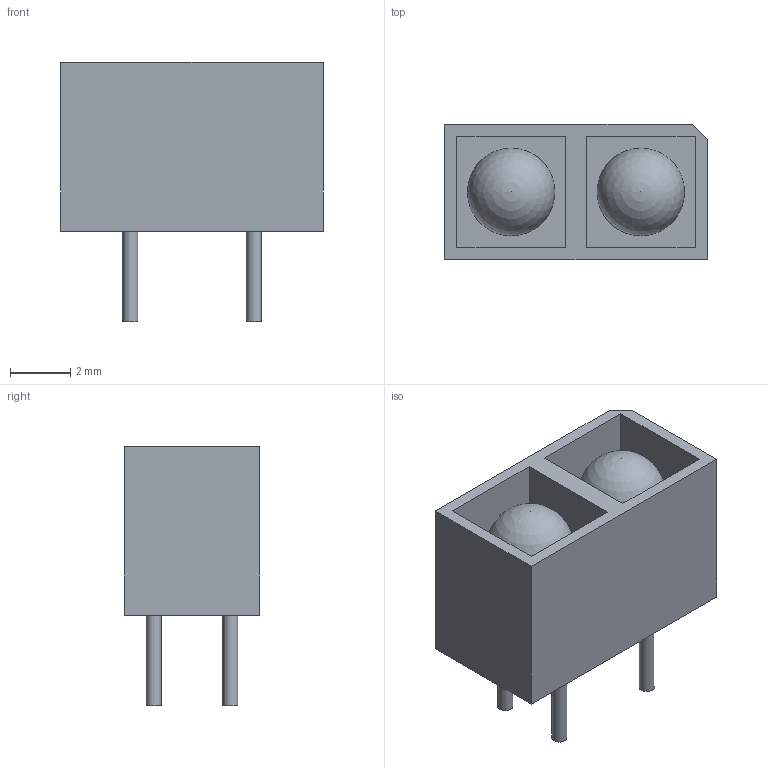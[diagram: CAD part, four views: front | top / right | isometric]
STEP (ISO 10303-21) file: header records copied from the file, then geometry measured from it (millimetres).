
FILE_DESCRIPTION(/* description */ (''),/* implementation_level */ '2;1');
FILE_NAME(/* name */ 'LBR-127HLD v1.step',/* time_stamp */ '2024-03-22T15:54:35+09:00',/* author */ (''),/* organization */ (''),/* preprocessor_version */ 'ST-DEVELOPER v20',/* originating_system */ 'Autodesk Translation Framework v12.20.1.177',/* authorisation */ '');
FILE_SCHEMA (('AUTOMOTIVE_DESIGN { 1 0 10303 214 3 1 1 }'));
Length unit declared in the file: millimetre
Products named in the file (1): LBR-127HLD
Bounding box: 8.7 x 4.5 x 8.6 mm (x, y, z)
Volume: 144.7 mm3; surface area: 476.5 mm2
Topology: 1 solids, 1 shells, 29 faces, 63 edges, 42 vertices
Faces by surface type: plane 21, cylinder 6, sphere 2
Full cylindrical faces by diameter (mm): 0.5 x4, 2.9 x2
Entity records: 862 total; most frequent: DIRECTION 137, CARTESIAN_POINT 133, ORIENTED_EDGE 122, EDGE_CURVE 61, AXIS2_PLACEMENT_3D 46, LINE 45, VECTOR 45, VERTEX_POINT 42
